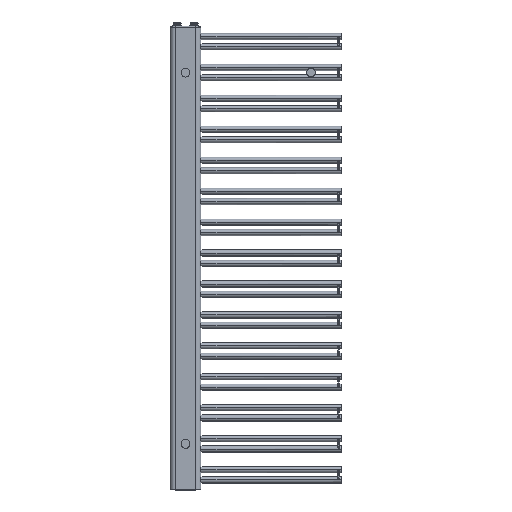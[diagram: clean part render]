
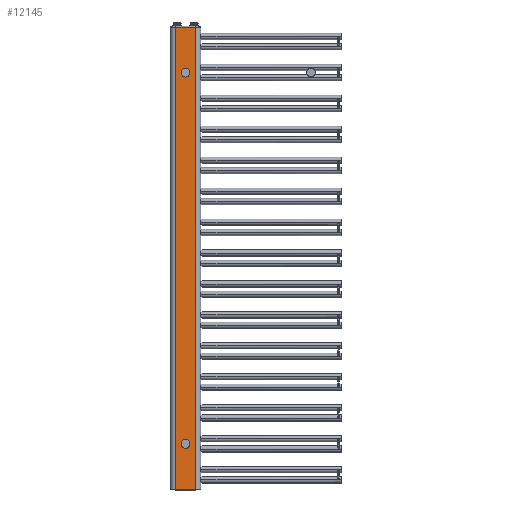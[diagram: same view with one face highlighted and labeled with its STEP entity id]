
A CAD part, top view. The second image highlights one B-rep face of the part: STEP entity #12145.
In plain terms, the highlighted planar face has unit normal (0, 0, 1).
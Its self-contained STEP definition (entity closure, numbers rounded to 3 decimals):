
#7070=DIRECTION('',(0.,1.,0.));
#7071=VECTOR('',#7070,1344.4);
#7072=CARTESIAN_POINT('',(75.,2.,15.));
#7073=LINE('',#7072,#7071);
#8930=DIRECTION('',(1.,0.,0.));
#8931=VECTOR('',#8930,60.);
#8932=CARTESIAN_POINT('',(15.,1346.4,15.));
#8933=LINE('',#8932,#8931);
#8937=DIRECTION('',(-1.,0.,0.));
#8938=VECTOR('',#8937,60.);
#8939=CARTESIAN_POINT('',(75.,2.,15.));
#8940=LINE('',#8939,#8938);
#8944=DIRECTION('',(0.,1.,0.));
#8945=VECTOR('',#8944,1344.4);
#8946=CARTESIAN_POINT('',(15.,2.,15.));
#8947=LINE('',#8946,#8945);
#8951=CARTESIAN_POINT('',(45.,1214.2,15.));
#8952=DIRECTION('',(0.,0.,1.));
#8953=DIRECTION('',(1.,0.,0.));
#8954=AXIS2_PLACEMENT_3D('',#8951,#8952,#8953);
#8959=CARTESIAN_POINT('',(45.,1214.2,15.));
#8960=DIRECTION('',(0.,0.,1.));
#8961=DIRECTION('',(-1.,0.,0.));
#8962=AXIS2_PLACEMENT_3D('',#8959,#8960,#8961);
#8967=CARTESIAN_POINT('',(45.,134.2,15.));
#8968=DIRECTION('',(0.,0.,1.));
#8969=DIRECTION('',(1.,0.,0.));
#8970=AXIS2_PLACEMENT_3D('',#8967,#8968,#8969);
#8975=CARTESIAN_POINT('',(45.,134.2,15.));
#8976=DIRECTION('',(0.,0.,1.));
#8977=DIRECTION('',(-1.,0.,0.));
#8978=AXIS2_PLACEMENT_3D('',#8975,#8976,#8977);
#9467=CARTESIAN_POINT('',(15.,1346.4,15.));
#9468=VERTEX_POINT('',#9467);
#9471=CARTESIAN_POINT('',(75.,1346.4,15.));
#9472=VERTEX_POINT('',#9471);
#9477=CARTESIAN_POINT('',(75.,2.,15.));
#9478=CARTESIAN_POINT('',(15.,2.,15.));
#9479=VERTEX_POINT('',#9477);
#9480=VERTEX_POINT('',#9478);
#9521=CARTESIAN_POINT('',(54.75,1214.2,15.));
#9522=CARTESIAN_POINT('',(35.25,1214.2,15.));
#9523=VERTEX_POINT('',#9521);
#9524=VERTEX_POINT('',#9522);
#9525=CARTESIAN_POINT('',(54.75,134.2,15.));
#9526=CARTESIAN_POINT('',(35.25,134.2,15.));
#9527=VERTEX_POINT('',#9525);
#9528=VERTEX_POINT('',#9526);
#12120=CARTESIAN_POINT('',(15.,0.,15.));
#12121=DIRECTION('',(0.,0.,1.));
#12122=DIRECTION('',(1.,0.,0.));
#12123=AXIS2_PLACEMENT_3D('',#12120,#12121,#12122);
#12124=PLANE('',#12123);
#12125=ORIENTED_EDGE('',*,*,#12114,.T.);
#12126=ORIENTED_EDGE('',*,*,#9982,.F.);
#12128=ORIENTED_EDGE('',*,*,#12127,.T.);
#12130=ORIENTED_EDGE('',*,*,#12129,.T.);
#12131=EDGE_LOOP('',(#12125,#12126,#12128,#12130));
#12132=FACE_OUTER_BOUND('',#12131,.F.);
#12134=ORIENTED_EDGE('',*,*,#12133,.T.);
#12136=ORIENTED_EDGE('',*,*,#12135,.T.);
#12137=EDGE_LOOP('',(#12134,#12136));
#12138=FACE_BOUND('',#12137,.F.);
#12140=ORIENTED_EDGE('',*,*,#12139,.T.);
#12142=ORIENTED_EDGE('',*,*,#12141,.T.);
#12143=EDGE_LOOP('',(#12140,#12142));
#12144=FACE_BOUND('',#12143,.F.);
#8955=CIRCLE('',#8954,9.75);
#8963=CIRCLE('',#8962,9.75);
#8971=CIRCLE('',#8970,9.75);
#8979=CIRCLE('',#8978,9.75);
#9982=EDGE_CURVE('',#9479,#9472,#7073,.T.);
#12114=EDGE_CURVE('',#9468,#9472,#8933,.T.);
#12127=EDGE_CURVE('',#9479,#9480,#8940,.T.);
#12129=EDGE_CURVE('',#9480,#9468,#8947,.T.);
#12133=EDGE_CURVE('',#9523,#9524,#8955,.T.);
#12135=EDGE_CURVE('',#9524,#9523,#8963,.T.);
#12139=EDGE_CURVE('',#9527,#9528,#8971,.T.);
#12141=EDGE_CURVE('',#9528,#9527,#8979,.T.);
#12145=ADVANCED_FACE('',(#12132,#12138,#12144),#12124,.T.);
